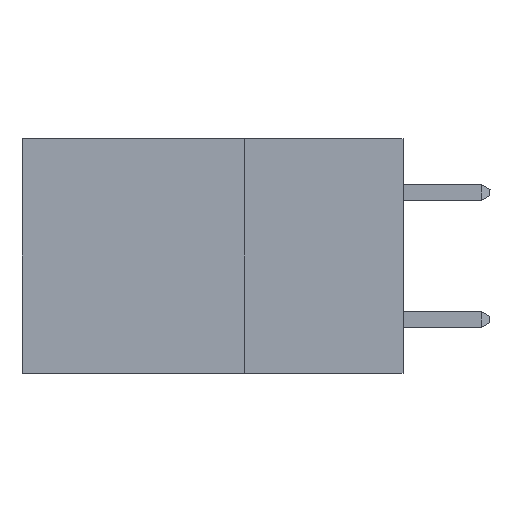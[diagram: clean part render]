
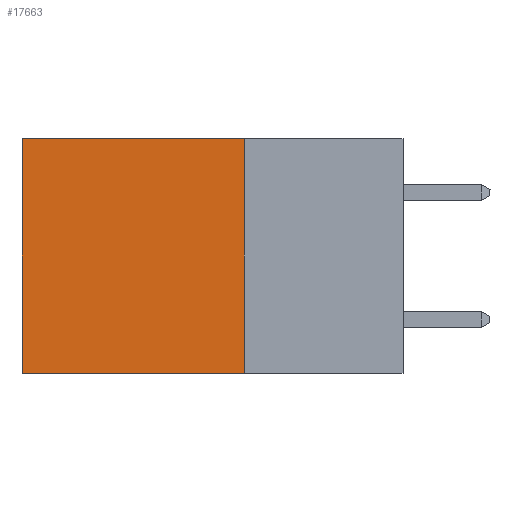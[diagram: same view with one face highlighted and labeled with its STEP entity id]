
A CAD part, left-side view. The second image highlights one B-rep face of the part: STEP entity #17663.
In plain terms, the highlighted planar face has unit normal (-1, 0, 0).
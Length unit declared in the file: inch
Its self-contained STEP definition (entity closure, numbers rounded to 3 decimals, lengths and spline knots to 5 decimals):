
#1202 = ORIENTED_EDGE ( 'NONE', *, *, #28337, .F. ) ;
#2291 = EDGE_LOOP ( 'NONE', ( #10220, #1202, #5928, #18307 ) ) ;
#3815 = FACE_OUTER_BOUND ( 'NONE', #2291, .T. ) ;
#4131 = VECTOR ( 'NONE', #24970, 39.37008 ) ;
#4363 = CARTESIAN_POINT ( 'NONE',  ( 0.2875, 0.25, 0. ) ) ;
#5899 = VERTEX_POINT ( 'NONE', #38919 ) ;
#5928 = ORIENTED_EDGE ( 'NONE', *, *, #23407, .F. ) ;
#5988 = EDGE_CURVE ( 'NONE', #37524, #32928, #26322, .T. ) ;
#7418 = CARTESIAN_POINT ( 'NONE',  ( 0.2875, 0.25, -0.37 ) ) ;
#10220 = ORIENTED_EDGE ( 'NONE', *, *, #18817, .T. ) ;
#11161 = DIRECTION ( 'NONE',  ( 0., 0., -1. ) ) ;
#13294 = DIRECTION ( 'NONE',  ( 0., 0., -1. ) ) ;
#14685 = VERTEX_POINT ( 'NONE', #7418 ) ;
#15732 = AXIS2_PLACEMENT_3D ( 'NONE', #33649, #33925, #11161 ) ;
#16538 = LINE ( 'NONE', #34599, #32550 ) ;
#17663 = ADVANCED_FACE ( 'NONE', ( #3815 ), #27266, .F. ) ;
#18307 = ORIENTED_EDGE ( 'NONE', *, *, #5988, .T. ) ;
#18817 = EDGE_CURVE ( 'NONE', #32928, #5899, #20786, .T. ) ;
#20245 = CARTESIAN_POINT ( 'NONE',  ( 0.2875, 0.25, -0.37 ) ) ;
#20694 = CARTESIAN_POINT ( 'NONE',  ( 0.2875, 0.25, 0. ) ) ;
#20786 = LINE ( 'NONE', #22384, #29567 ) ;
#22384 = CARTESIAN_POINT ( 'NONE',  ( 0.2875, 0.6, 0. ) ) ;
#22403 = VECTOR ( 'NONE', #33245, 39.37008 ) ;
#23407 = EDGE_CURVE ( 'NONE', #37524, #14685, #16538, .T. ) ;
#24970 = DIRECTION ( 'NONE',  ( 0., 1., 0. ) ) ;
#26322 = LINE ( 'NONE', #4363, #4131 ) ;
#27266 = PLANE ( 'NONE',  #15732 ) ;
#28337 = EDGE_CURVE ( 'NONE', #14685, #5899, #37926, .T. ) ;
#29567 = VECTOR ( 'NONE', #13294, 39.37008 ) ;
#32550 = VECTOR ( 'NONE', #42249, 39.37008 ) ;
#32928 = VERTEX_POINT ( 'NONE', #37040 ) ;
#33245 = DIRECTION ( 'NONE',  ( 0., 1., 0. ) ) ;
#33649 = CARTESIAN_POINT ( 'NONE',  ( 0.2875, 0.25, 0. ) ) ;
#33925 = DIRECTION ( 'NONE',  ( 1., 0., 0. ) ) ;
#34599 = CARTESIAN_POINT ( 'NONE',  ( 0.2875, 0.25, 0. ) ) ;
#37040 = CARTESIAN_POINT ( 'NONE',  ( 0.2875, 0.6, 0. ) ) ;
#37524 = VERTEX_POINT ( 'NONE', #20694 ) ;
#37926 = LINE ( 'NONE', #20245, #22403 ) ;
#38919 = CARTESIAN_POINT ( 'NONE',  ( 0.2875, 0.6, -0.37 ) ) ;
#42249 = DIRECTION ( 'NONE',  ( 0., 0., -1. ) ) ;
